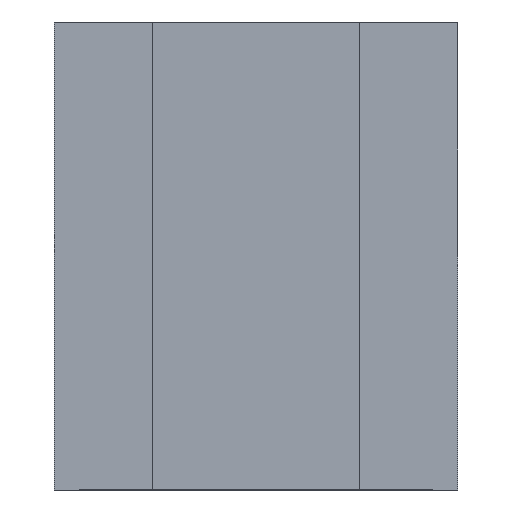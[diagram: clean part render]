
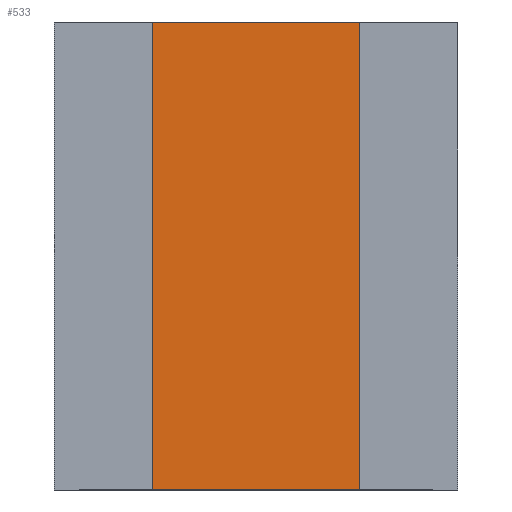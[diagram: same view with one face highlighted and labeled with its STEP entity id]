
A CAD part, front view. The second image highlights one B-rep face of the part: STEP entity #533.
In plain terms, the highlighted planar face has unit normal (0, -1, 0).
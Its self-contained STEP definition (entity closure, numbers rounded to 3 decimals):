
#195 = VERTEX_POINT('',#196);
#196 = CARTESIAN_POINT('',(7.75,-40.,0.));
#202 = EDGE_CURVE('',#203,#195,#205,.T.);
#203 = VERTEX_POINT('',#204);
#204 = CARTESIAN_POINT('',(-7.75,-40.,0.));
#205 = LINE('',#206,#207);
#206 = CARTESIAN_POINT('',(-7.75,-40.,0.));
#207 = VECTOR('',#208,1.);
#208 = DIRECTION('',(1.,0.,0.));
#294 = VERTEX_POINT('',#295);
#295 = CARTESIAN_POINT('',(-7.75,-40.,35.));
#301 = EDGE_CURVE('',#302,#294,#304,.T.);
#302 = VERTEX_POINT('',#303);
#303 = CARTESIAN_POINT('',(7.75,-40.,35.));
#304 = LINE('',#305,#306);
#305 = CARTESIAN_POINT('',(7.75,-40.,35.));
#306 = VECTOR('',#307,1.);
#307 = DIRECTION('',(-1.,0.,0.));
#522 = EDGE_CURVE('',#294,#203,#523,.T.);
#523 = LINE('',#524,#525);
#524 = CARTESIAN_POINT('',(-7.75,-40.,35.));
#525 = VECTOR('',#526,1.);
#526 = DIRECTION('',(0.,0.,-1.));
#533 = ADVANCED_FACE('',(#534),#545,.F.);
#534 = FACE_BOUND('',#535,.T.);
#535 = EDGE_LOOP('',(#536,#537,#538,#539));
#536 = ORIENTED_EDGE('',*,*,#301,.T.);
#537 = ORIENTED_EDGE('',*,*,#522,.T.);
#538 = ORIENTED_EDGE('',*,*,#202,.T.);
#539 = ORIENTED_EDGE('',*,*,#540,.T.);
#540 = EDGE_CURVE('',#195,#302,#541,.T.);
#541 = LINE('',#542,#543);
#542 = CARTESIAN_POINT('',(7.75,-40.,0.));
#543 = VECTOR('',#544,1.);
#544 = DIRECTION('',(0.,0.,1.));
#545 = PLANE('',#546);
#546 = AXIS2_PLACEMENT_3D('',#547,#548,#549);
#547 = CARTESIAN_POINT('',(0.,-40.,17.5));
#548 = DIRECTION('',(0.,1.,0.));
#549 = DIRECTION('',(0.,0.,1.));
